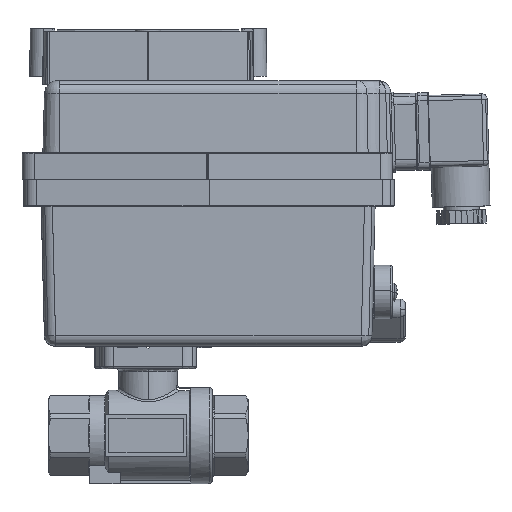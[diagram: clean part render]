
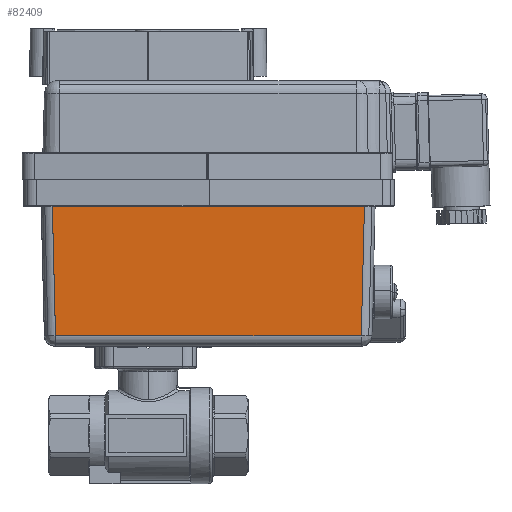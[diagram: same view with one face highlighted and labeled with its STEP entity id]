
A CAD part, top view. The second image highlights one B-rep face of the part: STEP entity #82409.
In plain terms, the highlighted planar face has unit normal (0.003, -0.024, 1).
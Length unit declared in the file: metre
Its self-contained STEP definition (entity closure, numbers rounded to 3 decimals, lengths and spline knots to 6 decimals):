
#1468 = CARTESIAN_POINT ( 'NONE',  ( -0.076349, -0.02109, 0.21623 ) ) ;
#3248 = ORIENTED_EDGE ( 'NONE', *, *, #17888, .T. ) ;
#4588 = DIRECTION ( 'NONE',  ( 1., 0., -0.002 ) ) ;
#5437 = EDGE_CURVE ( 'NONE', #35710, #31403, #14275, .T. ) ;
#6748 = CARTESIAN_POINT ( 'NONE',  ( -0.076349, -0.02109, 0.21623 ) ) ;
#9134 = CARTESIAN_POINT ( 'NONE',  ( 0.039469, -0.069687, 0.214761 ) ) ;
#10920 = LINE ( 'NONE', #82081, #18027 ) ;
#11063 = CARTESIAN_POINT ( 'NONE',  ( 0.040653, -0.02109, 0.215939 ) ) ;
#11931 = CARTESIAN_POINT ( 'NONE',  ( -0.080348, -0.02109, 0.21624 ) ) ;
#12337 = DIRECTION ( 'NONE',  ( 0.002, -0.024, 1. ) ) ;
#12878 = CARTESIAN_POINT ( 'NONE',  ( -0.075171, -0.069687, 0.215047 ) ) ;
#13367 = VECTOR ( 'NONE', #20930, 1. ) ;
#14275 = LINE ( 'NONE', #6748, #16410 ) ;
#16410 = VECTOR ( 'NONE', #32380, 1. ) ;
#17888 = EDGE_CURVE ( 'NONE', #45485, #64576, #68353, .T. ) ;
#18027 = VECTOR ( 'NONE', #4588, 1. ) ;
#20557 = ORIENTED_EDGE ( 'NONE', *, *, #25641, .T. ) ;
#20930 = DIRECTION ( 'NONE',  ( -1., 0., 0.002 ) ) ;
#21643 = VECTOR ( 'NONE', #23663, 1. ) ;
#23663 = DIRECTION ( 'NONE',  ( 0.024, 0.999, 0.024 ) ) ;
#24090 = PLANE ( 'NONE',  #28223 ) ;
#25201 = EDGE_LOOP ( 'NONE', ( #46108, #56533, #20557, #3248 ) ) ;
#25641 = EDGE_CURVE ( 'NONE', #31403, #45485, #10920, .T. ) ;
#28223 = AXIS2_PLACEMENT_3D ( 'NONE', #11931, #12337, #82254 ) ;
#30014 = FACE_OUTER_BOUND ( 'NONE', #25201, .T. ) ;
#31403 = VERTEX_POINT ( 'NONE', #12878 ) ;
#32380 = DIRECTION ( 'NONE',  ( 0.024, -0.999, -0.024 ) ) ;
#35710 = VERTEX_POINT ( 'NONE', #1468 ) ;
#45485 = VERTEX_POINT ( 'NONE', #9134 ) ;
#46108 = ORIENTED_EDGE ( 'NONE', *, *, #52613, .T. ) ;
#52613 = EDGE_CURVE ( 'NONE', #64576, #35710, #79066, .T. ) ;
#56533 = ORIENTED_EDGE ( 'NONE', *, *, #5437, .T. ) ;
#64576 = VERTEX_POINT ( 'NONE', #11063 ) ;
#68353 = LINE ( 'NONE', #81379, #21643 ) ;
#79066 = LINE ( 'NONE', #80327, #13367 ) ;
#80327 = CARTESIAN_POINT ( 'NONE',  ( 0.040653, -0.02109, 0.215939 ) ) ;
#81379 = CARTESIAN_POINT ( 'NONE',  ( 0.039469, -0.069687, 0.214761 ) ) ;
#82081 = CARTESIAN_POINT ( 'NONE',  ( -0.075171, -0.069687, 0.215047 ) ) ;
#82254 = DIRECTION ( 'NONE',  ( 0., -1., -0.024 ) ) ;
#82409 = ADVANCED_FACE ( 'NONE', ( #30014 ), #24090, .T. ) ;
